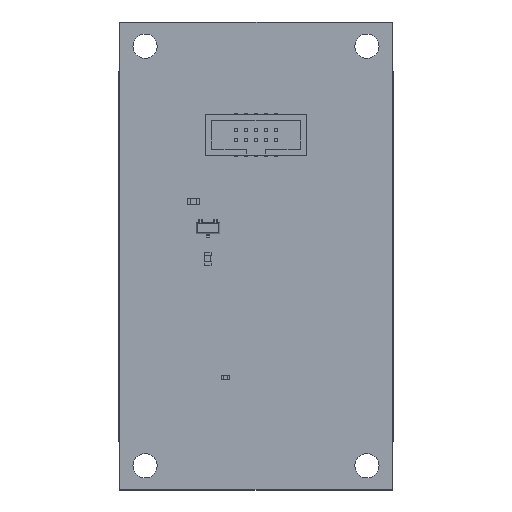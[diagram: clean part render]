
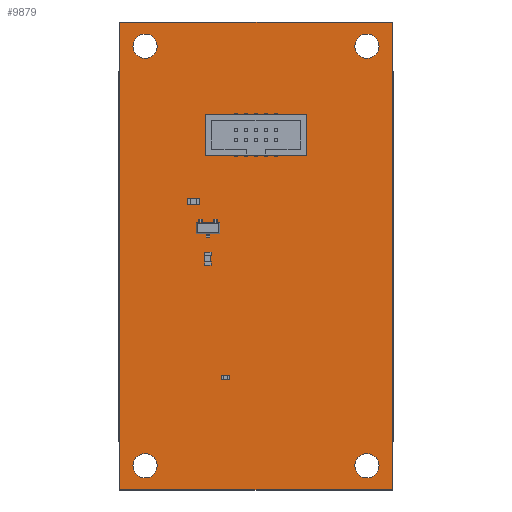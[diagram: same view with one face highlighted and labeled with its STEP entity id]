
A CAD part, top view. The second image highlights one B-rep face of the part: STEP entity #9879.
In plain terms, the highlighted planar face has unit normal (0, 0, 1).
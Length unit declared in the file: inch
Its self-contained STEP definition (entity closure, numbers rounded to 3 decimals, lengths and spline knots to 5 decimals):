
#130 = EDGE_CURVE ( 'NONE', #4499, #8421, #10355, .T. ) ;
#284 = CARTESIAN_POINT ( 'NONE',  ( -0.53553, 2.38281, 2.22095 ) ) ;
#285 = AXIS2_PLACEMENT_3D ( 'NONE', #6797, #1752, #7649 ) ;
#309 = CIRCLE ( 'NONE', #10252, 0.06 ) ;
#317 = ORIENTED_EDGE ( 'NONE', *, *, #6451, .F. ) ;
#376 = CIRCLE ( 'NONE', #285, 0.06 ) ;
#439 = VERTEX_POINT ( 'NONE', #6039 ) ;
#507 = AXIS2_PLACEMENT_3D ( 'NONE', #9169, #4112, #10016 ) ;
#520 = CARTESIAN_POINT ( 'NONE',  ( -0.47053, 2.26281, 2.22095 ) ) ;
#772 = CIRCLE ( 'NONE', #3037, 0.06 ) ;
#870 = CARTESIAN_POINT ( 'NONE',  ( 0.68947, 2.26281, 2.22095 ) ) ;
#956 = EDGE_LOOP ( 'NONE', ( #9982, #6296 ) ) ;
#1041 = DIRECTION ( 'NONE',  ( 1., 0., 0. ) ) ;
#1220 = CARTESIAN_POINT ( 'NONE',  ( -0.41053, 0.18281, 2.22095 ) ) ;
#1304 = FACE_BOUND ( 'NONE', #956, .T. ) ;
#1366 = VECTOR ( 'NONE', #3141, 39.37008 ) ;
#1395 = AXIS2_PLACEMENT_3D ( 'NONE', #3294, #9221, #4157 ) ;
#1588 = FACE_BOUND ( 'NONE', #7113, .T. ) ;
#1724 = DIRECTION ( 'NONE',  ( 1., 0., 0. ) ) ;
#1752 = DIRECTION ( 'NONE',  ( 0., 0., 1. ) ) ;
#1831 = EDGE_CURVE ( 'NONE', #9242, #6336, #6962, .T. ) ;
#2084 = DIRECTION ( 'NONE',  ( 1., 0., 0. ) ) ;
#2296 = CARTESIAN_POINT ( 'NONE',  ( -0.53553, 2.38281, 2.22095 ) ) ;
#2345 = ORIENTED_EDGE ( 'NONE', *, *, #8254, .F. ) ;
#2374 = CARTESIAN_POINT ( 'NONE',  ( 0.68947, 0.18281, 2.22095 ) ) ;
#2752 = VERTEX_POINT ( 'NONE', #10850 ) ;
#2854 = CARTESIAN_POINT ( 'NONE',  ( -0.53553, 2.38281, 2.22095 ) ) ;
#2936 = AXIS2_PLACEMENT_3D ( 'NONE', #1220, #7135, #2084 ) ;
#2977 = VERTEX_POINT ( 'NONE', #284 ) ;
#3037 = AXIS2_PLACEMENT_3D ( 'NONE', #8433, #3342, #9277 ) ;
#3041 = ORIENTED_EDGE ( 'NONE', *, *, #8129, .T. ) ;
#3141 = DIRECTION ( 'NONE',  ( 0., -1., 0. ) ) ;
#3214 = DIRECTION ( 'NONE',  ( 1., 0., 0. ) ) ;
#3294 = CARTESIAN_POINT ( 'NONE',  ( -0.41053, 2.26281, 2.22095 ) ) ;
#3342 = DIRECTION ( 'NONE',  ( 0., 0., 1. ) ) ;
#3551 = FACE_BOUND ( 'NONE', #8055, .T. ) ;
#3587 = CARTESIAN_POINT ( 'NONE',  ( -0.35053, 2.26281, 2.22095 ) ) ;
#3655 = ORIENTED_EDGE ( 'NONE', *, *, #5502, .F. ) ;
#3702 = DIRECTION ( 'NONE',  ( -1., 0., 0. ) ) ;
#3752 = VERTEX_POINT ( 'NONE', #6521 ) ;
#3837 = CARTESIAN_POINT ( 'NONE',  ( 0.62947, 0.18281, 2.22095 ) ) ;
#3915 = EDGE_LOOP ( 'NONE', ( #7129, #3041, #8819, #7846 ) ) ;
#3985 = DIRECTION ( 'NONE',  ( 0., 0., 1. ) ) ;
#4112 = DIRECTION ( 'NONE',  ( 0., 0., 1. ) ) ;
#4157 = DIRECTION ( 'NONE',  ( 1., 0., 0. ) ) ;
#4337 = LINE ( 'NONE', #2854, #8572 ) ;
#4380 = CARTESIAN_POINT ( 'NONE',  ( 0.81447, 0.06281, 2.22095 ) ) ;
#4499 = VERTEX_POINT ( 'NONE', #4380 ) ;
#4648 = CIRCLE ( 'NONE', #4669, 0.06 ) ;
#4669 = AXIS2_PLACEMENT_3D ( 'NONE', #870, #6756, #1724 ) ;
#4710 = DIRECTION ( 'NONE',  ( 0., 0., 1. ) ) ;
#4810 = CARTESIAN_POINT ( 'NONE',  ( 0.81447, 2.38281, 2.22095 ) ) ;
#4962 = EDGE_CURVE ( 'NONE', #10618, #10469, #8283, .T. ) ;
#5191 = ORIENTED_EDGE ( 'NONE', *, *, #6390, .F. ) ;
#5261 = CARTESIAN_POINT ( 'NONE',  ( -0.53553, 0.06281, 2.22095 ) ) ;
#5463 = EDGE_CURVE ( 'NONE', #2977, #2752, #6141, .T. ) ;
#5502 = EDGE_CURVE ( 'NONE', #8327, #439, #309, .T. ) ;
#5749 = ORIENTED_EDGE ( 'NONE', *, *, #1831, .F. ) ;
#5801 = FACE_OUTER_BOUND ( 'NONE', #3915, .T. ) ;
#5917 = EDGE_LOOP ( 'NONE', ( #3655, #5191 ) ) ;
#6039 = CARTESIAN_POINT ( 'NONE',  ( 0.74947, 0.18281, 2.22095 ) ) ;
#6108 = DIRECTION ( 'NONE',  ( 0., 1., 0. ) ) ;
#6141 = LINE ( 'NONE', #2296, #1366 ) ;
#6296 = ORIENTED_EDGE ( 'NONE', *, *, #10769, .F. ) ;
#6307 = AXIS2_PLACEMENT_3D ( 'NONE', #9049, #3985, #9909 ) ;
#6336 = VERTEX_POINT ( 'NONE', #10671 ) ;
#6390 = EDGE_CURVE ( 'NONE', #439, #8327, #8063, .T. ) ;
#6451 = EDGE_CURVE ( 'NONE', #6791, #3752, #376, .T. ) ;
#6521 = CARTESIAN_POINT ( 'NONE',  ( -0.35053, 0.18281, 2.22095 ) ) ;
#6635 = EDGE_CURVE ( 'NONE', #8421, #2977, #4337, .T. ) ;
#6756 = DIRECTION ( 'NONE',  ( 0., 0., 1. ) ) ;
#6791 = VERTEX_POINT ( 'NONE', #9687 ) ;
#6797 = CARTESIAN_POINT ( 'NONE',  ( -0.41053, 0.18281, 2.22095 ) ) ;
#6813 = AXIS2_PLACEMENT_3D ( 'NONE', #9766, #4710, #10593 ) ;
#6962 = CIRCLE ( 'NONE', #6813, 0.06 ) ;
#7113 = EDGE_LOOP ( 'NONE', ( #317, #2345 ) ) ;
#7129 = ORIENTED_EDGE ( 'NONE', *, *, #5463, .T. ) ;
#7135 = DIRECTION ( 'NONE',  ( 0., 0., 1. ) ) ;
#7458 = VECTOR ( 'NONE', #6108, 39.37008 ) ;
#7584 = LINE ( 'NONE', #5261, #9591 ) ;
#7649 = DIRECTION ( 'NONE',  ( 1., 0., 0. ) ) ;
#7767 = CARTESIAN_POINT ( 'NONE',  ( 0.81447, 2.38281, 2.22095 ) ) ;
#7846 = ORIENTED_EDGE ( 'NONE', *, *, #6635, .T. ) ;
#8055 = EDGE_LOOP ( 'NONE', ( #5749, #9539 ) ) ;
#8063 = CIRCLE ( 'NONE', #507, 0.06 ) ;
#8129 = EDGE_CURVE ( 'NONE', #2752, #4499, #7584, .T. ) ;
#8254 = EDGE_CURVE ( 'NONE', #3752, #6791, #10878, .T. ) ;
#8283 = CIRCLE ( 'NONE', #1395, 0.06 ) ;
#8309 = DIRECTION ( 'NONE',  ( 0., 0., 1. ) ) ;
#8327 = VERTEX_POINT ( 'NONE', #3837 ) ;
#8421 = VERTEX_POINT ( 'NONE', #4810 ) ;
#8433 = CARTESIAN_POINT ( 'NONE',  ( -0.41053, 2.26281, 2.22095 ) ) ;
#8572 = VECTOR ( 'NONE', #3702, 39.37008 ) ;
#8819 = ORIENTED_EDGE ( 'NONE', *, *, #130, .T. ) ;
#9049 = CARTESIAN_POINT ( 'NONE',  ( 0.13947, 1.22281, 2.22095 ) ) ;
#9169 = CARTESIAN_POINT ( 'NONE',  ( 0.68947, 0.18281, 2.22095 ) ) ;
#9221 = DIRECTION ( 'NONE',  ( 0., 0., 1. ) ) ;
#9242 = VERTEX_POINT ( 'NONE', #10645 ) ;
#9277 = DIRECTION ( 'NONE',  ( 1., 0., 0. ) ) ;
#9539 = ORIENTED_EDGE ( 'NONE', *, *, #9579, .F. ) ;
#9579 = EDGE_CURVE ( 'NONE', #6336, #9242, #4648, .T. ) ;
#9591 = VECTOR ( 'NONE', #1041, 39.37008 ) ;
#9687 = CARTESIAN_POINT ( 'NONE',  ( -0.47053, 0.18281, 2.22095 ) ) ;
#9766 = CARTESIAN_POINT ( 'NONE',  ( 0.68947, 2.26281, 2.22095 ) ) ;
#9873 = PLANE ( 'NONE',  #6307 ) ;
#9879 = ADVANCED_FACE ( 'NONE', ( #3551, #1588, #5801, #10297, #1304 ), #9873, .T. ) ;
#9909 = DIRECTION ( 'NONE',  ( 1., 0., 0. ) ) ;
#9982 = ORIENTED_EDGE ( 'NONE', *, *, #4962, .F. ) ;
#10016 = DIRECTION ( 'NONE',  ( 1., 0., 0. ) ) ;
#10252 = AXIS2_PLACEMENT_3D ( 'NONE', #2374, #8309, #3214 ) ;
#10297 = FACE_BOUND ( 'NONE', #5917, .T. ) ;
#10355 = LINE ( 'NONE', #7767, #7458 ) ;
#10469 = VERTEX_POINT ( 'NONE', #3587 ) ;
#10593 = DIRECTION ( 'NONE',  ( 1., 0., 0. ) ) ;
#10618 = VERTEX_POINT ( 'NONE', #520 ) ;
#10645 = CARTESIAN_POINT ( 'NONE',  ( 0.62947, 2.26281, 2.22095 ) ) ;
#10671 = CARTESIAN_POINT ( 'NONE',  ( 0.74947, 2.26281, 2.22095 ) ) ;
#10769 = EDGE_CURVE ( 'NONE', #10469, #10618, #772, .T. ) ;
#10850 = CARTESIAN_POINT ( 'NONE',  ( -0.53553, 0.06281, 2.22095 ) ) ;
#10878 = CIRCLE ( 'NONE', #2936, 0.06 ) ;
